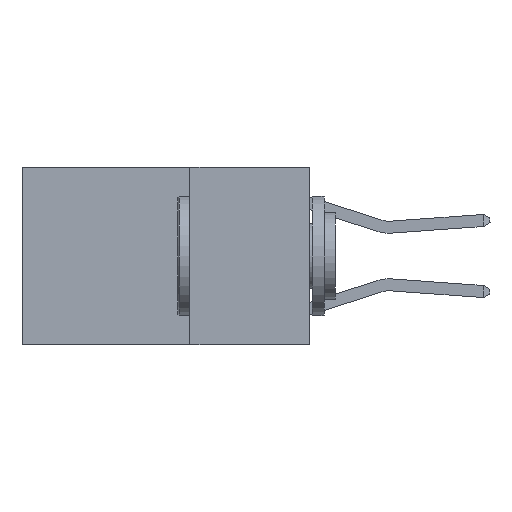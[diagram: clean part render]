
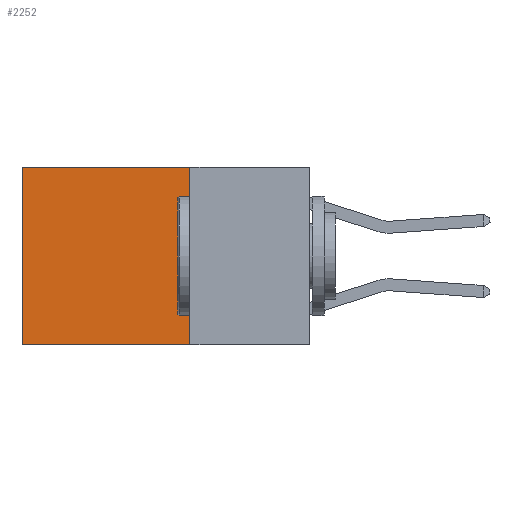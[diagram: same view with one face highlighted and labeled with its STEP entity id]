
A CAD part, left-side view. The second image highlights one B-rep face of the part: STEP entity #2252.
In plain terms, the highlighted planar face has unit normal (-1, 0, 0).
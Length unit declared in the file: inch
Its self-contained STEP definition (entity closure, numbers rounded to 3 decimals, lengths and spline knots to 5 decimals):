
#398 = VECTOR ( 'NONE', #16062, 39.37008 ) ;
#1042 = CARTESIAN_POINT ( 'NONE',  ( 0.2625, 0.6, 0. ) ) ;
#1275 = CARTESIAN_POINT ( 'NONE',  ( 0.2625, 0.25, -0.37 ) ) ;
#2252 = ADVANCED_FACE ( 'NONE', ( #13410 ), #11640, .F. ) ;
#2792 = CARTESIAN_POINT ( 'NONE',  ( 0.2625, 0.25, 0. ) ) ;
#3003 = EDGE_CURVE ( 'NONE', #18482, #19835, #16138, .T. ) ;
#3532 = CARTESIAN_POINT ( 'NONE',  ( 0.2625, 0.6, 0. ) ) ;
#4930 = VECTOR ( 'NONE', #14783, 39.37008 ) ;
#6420 = DIRECTION ( 'NONE',  ( 0., 0., -1. ) ) ;
#8033 = LINE ( 'NONE', #1275, #398 ) ;
#8144 = LINE ( 'NONE', #15777, #4930 ) ;
#8606 = DIRECTION ( 'NONE',  ( 0., 0., -1. ) ) ;
#9012 = EDGE_CURVE ( 'NONE', #18642, #19835, #8033, .T. ) ;
#10234 = DIRECTION ( 'NONE',  ( 1., 0., 0. ) ) ;
#11551 = AXIS2_PLACEMENT_3D ( 'NONE', #18348, #10234, #8606 ) ;
#11640 = PLANE ( 'NONE',  #11551 ) ;
#11838 = EDGE_CURVE ( 'NONE', #20077, #18482, #8144, .T. ) ;
#12372 = ORIENTED_EDGE ( 'NONE', *, *, #11838, .T. ) ;
#13410 = FACE_OUTER_BOUND ( 'NONE', #20541, .T. ) ;
#14783 = DIRECTION ( 'NONE',  ( 0., 1., 0. ) ) ;
#15067 = ORIENTED_EDGE ( 'NONE', *, *, #9012, .F. ) ;
#15368 = CARTESIAN_POINT ( 'NONE',  ( 0.2625, 0.25, -0.37 ) ) ;
#15777 = CARTESIAN_POINT ( 'NONE',  ( 0.2625, 0.25, 0. ) ) ;
#15985 = CARTESIAN_POINT ( 'NONE',  ( 0.2625, 0.25, 0. ) ) ;
#16062 = DIRECTION ( 'NONE',  ( 0., 1., 0. ) ) ;
#16138 = LINE ( 'NONE', #1042, #17456 ) ;
#16348 = ORIENTED_EDGE ( 'NONE', *, *, #20105, .F. ) ;
#17456 = VECTOR ( 'NONE', #20833, 39.37008 ) ;
#18348 = CARTESIAN_POINT ( 'NONE',  ( 0.2625, 0.25, 0. ) ) ;
#18482 = VERTEX_POINT ( 'NONE', #3532 ) ;
#18642 = VERTEX_POINT ( 'NONE', #15368 ) ;
#19358 = LINE ( 'NONE', #15985, #19525 ) ;
#19525 = VECTOR ( 'NONE', #6420, 39.37008 ) ;
#19835 = VERTEX_POINT ( 'NONE', #19904 ) ;
#19904 = CARTESIAN_POINT ( 'NONE',  ( 0.2625, 0.6, -0.37 ) ) ;
#20077 = VERTEX_POINT ( 'NONE', #2792 ) ;
#20105 = EDGE_CURVE ( 'NONE', #20077, #18642, #19358, .T. ) ;
#20541 = EDGE_LOOP ( 'NONE', ( #21103, #15067, #16348, #12372 ) ) ;
#20833 = DIRECTION ( 'NONE',  ( 0., 0., -1. ) ) ;
#21103 = ORIENTED_EDGE ( 'NONE', *, *, #3003, .T. ) ;
